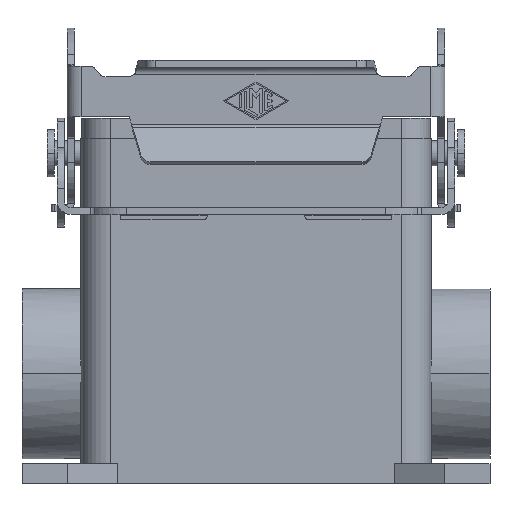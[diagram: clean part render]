
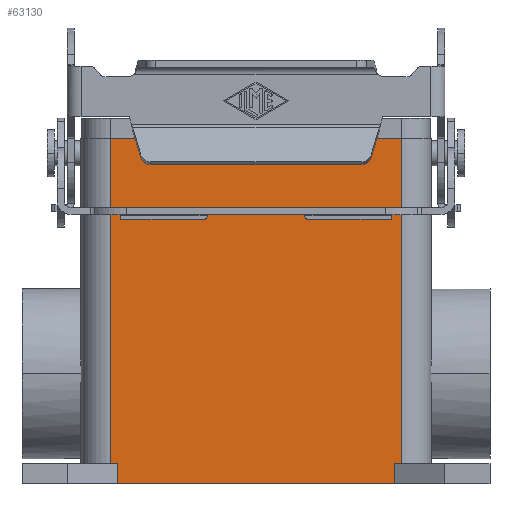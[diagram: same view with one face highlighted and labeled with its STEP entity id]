
A CAD part, front view. The second image highlights one B-rep face of the part: STEP entity #63130.
In plain terms, the highlighted planar face has unit normal (0, -1, 0).
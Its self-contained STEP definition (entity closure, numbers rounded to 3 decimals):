
#25430=CARTESIAN_POINT('',(-29.,-22.25,3.));
#25440=VERTEX_POINT('',#25430);
#25470=CARTESIAN_POINT('',(-29.,-22.25,-62.));
#25480=DIRECTION('',(0.,0.,1.));
#25490=VECTOR('',#25480,65.);
#25500=LINE('',#25470,#25490);
#25510=CARTESIAN_POINT('',(-29.,-22.25,-62.));
#25520=VERTEX_POINT('',#25510);
#25530=EDGE_CURVE('',#25520,#25440,#25500,.T.);
#27120=CARTESIAN_POINT('',(29.,-22.25,-62.));
#27130=VERTEX_POINT('',#27120);
#27160=CARTESIAN_POINT('',(29.,-22.25,-62.));
#27170=DIRECTION('',(0.,0.,1.));
#27180=VECTOR('',#27170,65.);
#27190=LINE('',#27160,#27180);
#27200=CARTESIAN_POINT('',(29.,-22.25,3.));
#27210=VERTEX_POINT('',#27200);
#27220=EDGE_CURVE('',#27130,#27210,#27190,.T.);
#58570=CARTESIAN_POINT('',(29.,-22.25,3.));
#58580=DIRECTION('',(-1.,0.,0.));
#58590=VECTOR('',#58580,58.);
#58600=LINE('',#58570,#58590);
#58610=EDGE_CURVE('',#27210,#25440,#58600,.T.);
#58930=CARTESIAN_POINT('',(-27.75,-22.25,-62.));
#58940=DIRECTION('',(-1.,0.,0.));
#58950=VECTOR('',#58940,1.25);
#58960=LINE('',#58930,#58950);
#58970=CARTESIAN_POINT('',(-27.75,-22.25,-62.));
#58980=VERTEX_POINT('',#58970);
#58990=EDGE_CURVE('',#58980,#25520,#58960,.T.);
#60030=CARTESIAN_POINT('',(27.75,-22.25,-62.));
#60040=VERTEX_POINT('',#60030);
#60070=CARTESIAN_POINT('',(29.,-22.25,-62.));
#60080=DIRECTION('',(-1.,0.,0.));
#60090=VECTOR('',#60080,1.25);
#60100=LINE('',#60070,#60090);
#60110=EDGE_CURVE('',#27130,#60040,#60100,.T.);
#62720=CARTESIAN_POINT('',(27.75,-22.25,-66.));
#62730=VERTEX_POINT('',#62720);
#62760=CARTESIAN_POINT('',(27.75,-22.25,-66.));
#62770=DIRECTION('',(0.,0.,1.));
#62780=VECTOR('',#62770,4.);
#62790=LINE('',#62760,#62780);
#62800=EDGE_CURVE('',#62730,#60040,#62790,.T.);
#62860=CARTESIAN_POINT('',(27.75,-22.25,-66.));
#62870=DIRECTION('',(0.,-1.,0.));
#62880=DIRECTION('',(0.,0.,-1.));
#62890=AXIS2_PLACEMENT_3D('',#62860,#62870,#62880);
#62900=PLANE('',#62890);
#62910=ORIENTED_EDGE('',*,*,#58990,.F.);
#62920=ORIENTED_EDGE('',*,*,#25530,.F.);
#62930=ORIENTED_EDGE('',*,*,#58610,.T.);
#62940=ORIENTED_EDGE('',*,*,#27220,.T.);
#62950=ORIENTED_EDGE('',*,*,#60110,.F.);
#62960=ORIENTED_EDGE('',*,*,#62800,.T.);
#62970=CARTESIAN_POINT('',(27.75,-22.25,-66.));
#62980=DIRECTION('',(-1.,0.,0.));
#62990=VECTOR('',#62980,55.5);
#63000=LINE('',#62970,#62990);
#63010=CARTESIAN_POINT('',(-27.75,-22.25,-66.));
#63020=VERTEX_POINT('',#63010);
#63030=EDGE_CURVE('',#62730,#63020,#63000,.T.);
#63040=ORIENTED_EDGE('',*,*,#63030,.F.);
#63050=CARTESIAN_POINT('',(-27.75,-22.25,-66.));
#63060=DIRECTION('',(0.,0.,1.));
#63070=VECTOR('',#63060,4.);
#63080=LINE('',#63050,#63070);
#63090=EDGE_CURVE('',#63020,#58980,#63080,.T.);
#63100=ORIENTED_EDGE('',*,*,#63090,.F.);
#63110=EDGE_LOOP('',(#63100,#63040,#62960,#62950,#62940,#62930,#62920,
#62910));
#63120=FACE_OUTER_BOUND('',#63110,.T.);
#63130=ADVANCED_FACE('',(#63120),#62900,.T.);
